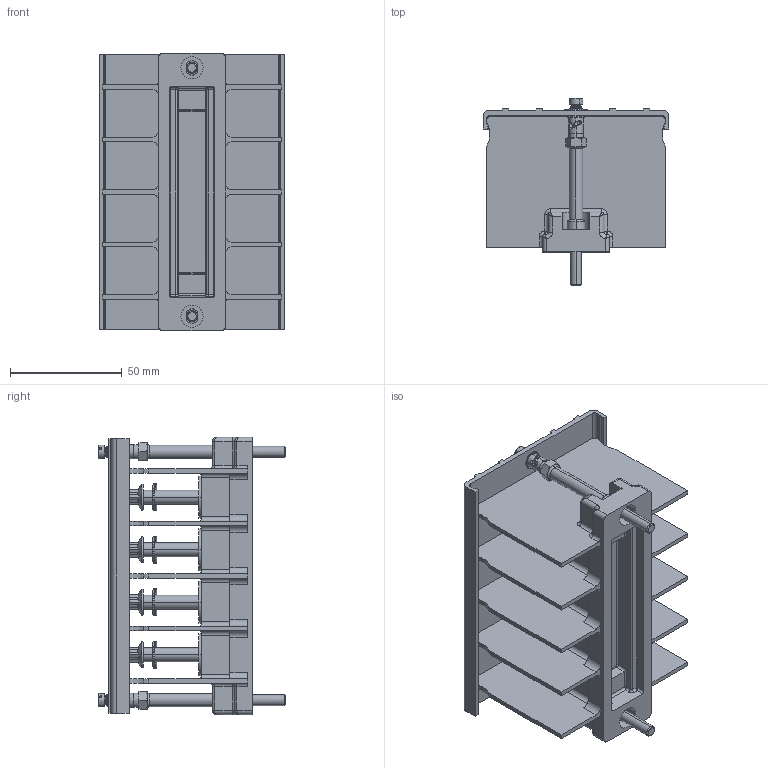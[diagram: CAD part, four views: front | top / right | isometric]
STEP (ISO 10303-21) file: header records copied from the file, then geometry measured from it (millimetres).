
FILE_DESCRIPTION((''),'2;1');
FILE_NAME('32426042000','2019-09-24T',('presta_be4'),(''),'PRO/ENGINEER BY PARAMETRIC TECHNOLOGY CORPORATION, 2014310','PRO/ENGINEER BY PARAMETRIC TECHNOLOGY CORPORATION, 2014310','');
FILE_SCHEMA(('CONFIG_CONTROL_DESIGN'));
Products named in the file (1): 32426042000
Bounding box: 83.2 x 83.81 x 124.2 mm (x, y, z)
Volume: 131600.8 mm3; surface area: 92724.2 mm2
Topology: 5 solids, 5 shells, 1028 faces, 2800 edges, 1782 vertices
Faces by surface type: cylinder 397, plane 371, cone 158, bspline 60, torus 42
Entity records: 69042 total; most frequent: CARTESIAN_POINT 44138, ORIENTED_EDGE 5576, DIRECTION 4757, EDGE_CURVE 2788, AXIS2_PLACEMENT_3D 1786, VERTEX_POINT 1782, VECTOR 1185, LINE 1185
